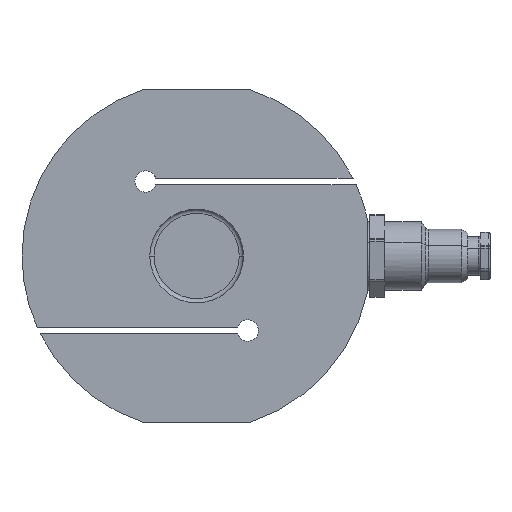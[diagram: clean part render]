
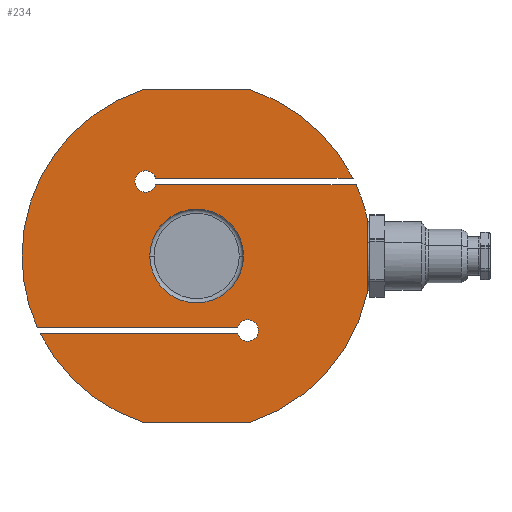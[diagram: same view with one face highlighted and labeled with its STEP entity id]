
A CAD part, front view. The second image highlights one B-rep face of the part: STEP entity #234.
In plain terms, the highlighted face is planar.
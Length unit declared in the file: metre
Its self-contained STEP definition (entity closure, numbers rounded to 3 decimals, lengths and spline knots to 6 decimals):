
#234=ADVANCED_FACE('0:81',(#515,#516),#517,.T.);
#515=FACE_OUTER_BOUND('',#860,.T.);
#516=FACE_BOUND('',#861,.T.);
#517=PLANE('',#862);
#860=EDGE_LOOP('',(#1429,#1430,#1431,#1432,#1433,#1434,#1435,#1436,#1437,#1438,#1439,#1440,#1441,#1442,#1443,#1444,#1445));
#861=EDGE_LOOP('',(#1446,#1447));
#862=AXIS2_PLACEMENT_3D('',#1448,#1449,#1450);
#1429=ORIENTED_EDGE('',*,*,#2175,.T.);
#1430=ORIENTED_EDGE('',*,*,#2173,.T.);
#1431=ORIENTED_EDGE('',*,*,#2233,.F.);
#1432=ORIENTED_EDGE('',*,*,#2190,.F.);
#1433=ORIENTED_EDGE('',*,*,#2143,.F.);
#1434=ORIENTED_EDGE('',*,*,#2221,.F.);
#1435=ORIENTED_EDGE('',*,*,#2231,.T.);
#1436=ORIENTED_EDGE('',*,*,#2214,.F.);
#1437=ORIENTED_EDGE('',*,*,#2234,.T.);
#1438=ORIENTED_EDGE('',*,*,#2235,.F.);
#1439=ORIENTED_EDGE('',*,*,#2236,.T.);
#1440=ORIENTED_EDGE('',*,*,#2237,.F.);
#1441=ORIENTED_EDGE('',*,*,#2129,.F.);
#1442=ORIENTED_EDGE('',*,*,#2201,.F.);
#1443=ORIENTED_EDGE('',*,*,#2208,.F.);
#1444=ORIENTED_EDGE('',*,*,#2238,.T.);
#1445=ORIENTED_EDGE('',*,*,#2210,.F.);
#1446=ORIENTED_EDGE('',*,*,#2153,.F.);
#1447=ORIENTED_EDGE('',*,*,#2185,.F.);
#1448=CARTESIAN_POINT('',(0.0,0.0,0.03));
#1449=DIRECTION('',(0.0,0.0,1.0));
#1450=DIRECTION('',(1.0,-0.0,0.0));
#2129=EDGE_CURVE('',#2499,#2502,#2503,.T.);
#2143=EDGE_CURVE('0:159',#2526,#2518,#2528,.T.);
#2153=EDGE_CURVE('0:138',#2544,#2540,#2546,.T.);
#2173=EDGE_CURVE('',#2572,#2576,#2578,.T.);
#2175=EDGE_CURVE('0:117',#2580,#2572,#2581,.T.);
#2185=EDGE_CURVE('',#2540,#2544,#2592,.T.);
#2190=EDGE_CURVE('',#2518,#2597,#2598,.T.);
#2201=EDGE_CURVE('0:171',#2610,#2499,#2612,.T.);
#2208=EDGE_CURVE('0:201',#2619,#2610,#2621,.T.);
#2210=EDGE_CURVE('0:204',#2580,#2623,#2624,.T.);
#2214=EDGE_CURVE('0:213',#2629,#2630,#2631,.T.);
#2221=EDGE_CURVE('0:231',#2640,#2526,#2642,.T.);
#2231=EDGE_CURVE('0:255',#2640,#2630,#2655,.T.);
#2233=EDGE_CURVE('0:258',#2597,#2576,#2657,.T.);
#2234=EDGE_CURVE('0:261',#2629,#2658,#2659,.T.);
#2235=EDGE_CURVE('0:264',#2660,#2658,#2661,.T.);
#2236=EDGE_CURVE('0:267',#2660,#2662,#2663,.T.);
#2237=EDGE_CURVE('0:270',#2502,#2662,#2664,.T.);
#2238=EDGE_CURVE('0:273',#2619,#2623,#2665,.T.);
#2499=VERTEX_POINT('',#3055);
#2502=VERTEX_POINT('NONE',#3059);
#2503=CIRCLE('',#3060,0.0025);
#2518=VERTEX_POINT('',#3078);
#2526=VERTEX_POINT('NONE',#3115);
#2528=CIRCLE('',#3118,0.0025);
#2540=VERTEX_POINT('',#3132);
#2544=VERTEX_POINT('',#3137);
#2546=CIRCLE('',#3140,0.011);
#2572=VERTEX_POINT('',#3168);
#2576=VERTEX_POINT('NONE',#3173);
#2578=CIRCLE('',#3176,0.041);
#2580=VERTEX_POINT('NONE',#3178);
#2581=CIRCLE('',#3179,0.041);
#2592=CIRCLE('',#3191,0.011);
#2597=VERTEX_POINT('NONE',#3196);
#2598=CIRCLE('',#3197,0.0025);
#2610=VERTEX_POINT('NONE',#3211);
#2612=CIRCLE('',#3214,0.0025);
#2619=VERTEX_POINT('NONE',#3222);
#2621=LINE('',#3225,#3226);
#2623=VERTEX_POINT('NONE',#3228);
#2624=LINE('',#3229,#3230);
#2629=VERTEX_POINT('NONE',#3237);
#2630=VERTEX_POINT('NONE',#3238);
#2631=LINE('',#3239,#3240);
#2640=VERTEX_POINT('NONE',#3253);
#2642=LINE('',#3256,#3257);
#2655=CIRCLE('',#3273,0.041);
#2657=LINE('',#3275,#3276);
#2658=VERTEX_POINT('NONE',#3277);
#2659=CIRCLE('',#3278,0.041);
#2660=VERTEX_POINT('NONE',#3279);
#2661=LINE('',#3280,#3281);
#2662=VERTEX_POINT('NONE',#3282);
#2663=CIRCLE('',#3283,0.041);
#2664=LINE('',#3284,#3285);
#2665=CIRCLE('',#3286,0.041);
#3055=CARTESIAN_POINT('',(-0.0145,0.0175,0.03));
#3059=CARTESIAN_POINT('',(-0.009615,0.01675,0.03));
#3060=AXIS2_PLACEMENT_3D('',#3790,#3791,#3792);
#3078=CARTESIAN_POINT('',(0.0145,-0.0175,0.03));
#3115=CARTESIAN_POINT('',(0.009615,-0.01825,0.03));
#3118=AXIS2_PLACEMENT_3D('',#3811,#3812,#3813);
#3132=CARTESIAN_POINT('',(0.011,0.,0.03));
#3137=CARTESIAN_POINT('',(-0.011,0.,0.03));
#3140=AXIS2_PLACEMENT_3D('',#3827,#3828,#3829);
#3168=CARTESIAN_POINT('',(-0.041,0.,0.03));
#3173=CARTESIAN_POINT('',(-0.037422,-0.01675,0.03));
#3176=AXIS2_PLACEMENT_3D('',#3867,#3868,#3869);
#3178=CARTESIAN_POINT('',(-0.012649,0.039,0.03));
#3179=AXIS2_PLACEMENT_3D('',#3870,#3871,#3872);
#3191=AXIS2_PLACEMENT_3D('',#3886,#3887,#3888);
#3196=CARTESIAN_POINT('',(0.009615,-0.01675,0.03));
#3197=AXIS2_PLACEMENT_3D('',#3895,#3896,#3897);
#3211=CARTESIAN_POINT('',(-0.009615,0.01825,0.03));
#3214=AXIS2_PLACEMENT_3D('',#3916,#3917,#3918);
#3222=CARTESIAN_POINT('',(0.036714,0.01825,0.03));
#3225=CARTESIAN_POINT('',(0.087235,0.01825,0.03));
#3226=VECTOR('',#3927,1.0);
#3228=CARTESIAN_POINT('',(0.012649,0.039,0.03));
#3229=CARTESIAN_POINT('',(0.0,0.039,0.03));
#3230=VECTOR('',#3928,1.0);
#3237=CARTESIAN_POINT('',(0.012649,-0.039,0.03));
#3238=CARTESIAN_POINT('',(-0.012649,-0.039,0.03));
#3239=CARTESIAN_POINT('',(-0.012649,-0.039,0.03));
#3240=VECTOR('',#3931,1.0);
#3253=CARTESIAN_POINT('',(-0.036714,-0.01825,0.03));
#3256=CARTESIAN_POINT('',(-0.0623,-0.01825,0.03));
#3257=VECTOR('',#3937,1.0);
#3273=AXIS2_PLACEMENT_3D('',#3953,#3954,#3955);
#3275=CARTESIAN_POINT('',(-0.0623,-0.01675,0.03));
#3276=VECTOR('',#3956,1.0);
#3277=CARTESIAN_POINT('',(0.0401,-0.008543,0.03));
#3278=AXIS2_PLACEMENT_3D('',#3957,#3958,#3959);
#3279=CARTESIAN_POINT('',(0.0401,0.008543,0.03));
#3280=CARTESIAN_POINT('',(0.0401,0.008543,0.03));
#3281=VECTOR('',#3960,1.0);
#3282=CARTESIAN_POINT('',(0.037422,0.01675,0.03));
#3283=AXIS2_PLACEMENT_3D('',#3961,#3962,#3963);
#3284=CARTESIAN_POINT('',(0.087235,0.01675,0.03));
#3285=VECTOR('',#3964,1.0);
#3286=AXIS2_PLACEMENT_3D('',#3965,#3966,#3967);
#3790=CARTESIAN_POINT('',(-0.012,0.0175,0.03));
#3791=DIRECTION('',(0.0,0.0,1.0));
#3792=DIRECTION('',(1.0,0.0,0.0));
#3811=CARTESIAN_POINT('',(0.012,-0.0175,0.03));
#3812=DIRECTION('',(0.0,0.0,1.0));
#3813=DIRECTION('',(1.0,0.0,0.0));
#3827=CARTESIAN_POINT('',(0.0,0.0,0.03));
#3828=DIRECTION('',(0.0,0.0,1.0));
#3829=DIRECTION('',(1.0,0.0,0.0));
#3867=CARTESIAN_POINT('',(0.0,0.0,0.03));
#3868=DIRECTION('',(0.0,0.0,1.0));
#3869=DIRECTION('',(1.0,0.0,0.0));
#3870=CARTESIAN_POINT('',(0.0,0.0,0.03));
#3871=DIRECTION('',(0.0,0.0,1.0));
#3872=DIRECTION('',(1.0,0.0,0.0));
#3886=CARTESIAN_POINT('',(0.0,0.0,0.03));
#3887=DIRECTION('',(0.0,0.0,1.0));
#3888=DIRECTION('',(1.0,0.0,0.0));
#3895=CARTESIAN_POINT('',(0.012,-0.0175,0.03));
#3896=DIRECTION('',(0.0,0.0,1.0));
#3897=DIRECTION('',(1.0,0.0,0.0));
#3916=CARTESIAN_POINT('',(-0.012,0.0175,0.03));
#3917=DIRECTION('',(0.0,0.0,1.0));
#3918=DIRECTION('',(1.0,0.0,0.0));
#3927=DIRECTION('',(-1.0,0.,0.0));
#3928=DIRECTION('',(1.0,0.0,0.0));
#3931=DIRECTION('',(-1.0,-0.0,-0.0));
#3937=DIRECTION('',(1.0,0.0,0.0));
#3953=CARTESIAN_POINT('',(0.0,0.0,0.03));
#3954=DIRECTION('',(0.0,0.0,1.0));
#3955=DIRECTION('',(1.0,0.0,0.0));
#3956=DIRECTION('',(-1.0,-0.0,-0.0));
#3957=CARTESIAN_POINT('',(0.0,0.0,0.03));
#3958=DIRECTION('',(0.0,0.0,1.0));
#3959=DIRECTION('',(1.0,0.0,0.0));
#3960=DIRECTION('',(0.0,-1.0,0.0));
#3961=CARTESIAN_POINT('',(0.0,0.0,0.03));
#3962=DIRECTION('',(0.0,0.0,1.0));
#3963=DIRECTION('',(1.0,0.0,0.0));
#3964=DIRECTION('',(1.0,0.,-0.0));
#3965=CARTESIAN_POINT('',(0.0,0.0,0.03));
#3966=DIRECTION('',(0.0,0.0,1.0));
#3967=DIRECTION('',(1.0,0.0,0.0));
